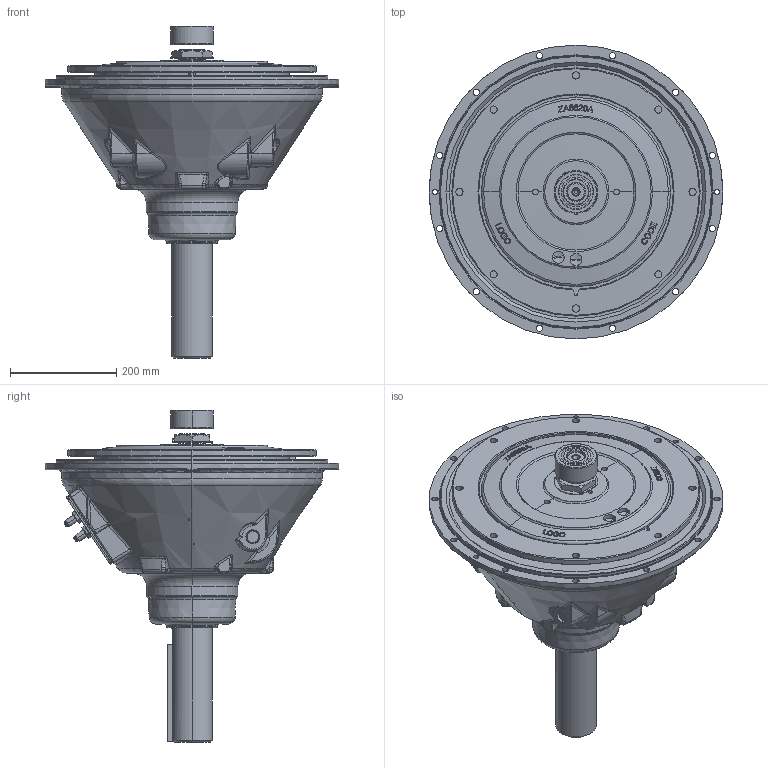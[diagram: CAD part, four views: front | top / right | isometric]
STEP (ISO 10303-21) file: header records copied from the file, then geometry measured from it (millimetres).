
FILE_DESCRIPTION (( 'STEP AP214' ), '1' );
FILE_NAME (' 1030488A.step', '2019-01-14T21:03:54', ( 'TDI' ), ( 'Twin Disc Inc' ), 'SwSTEP 2.0', 'SolidWorks 2015', '' );
FILE_SCHEMA (( 'AUTOMOTIVE_DESIGN' ));
Length unit declared in the file: millimetre
Products named in the file (1):  1030488A
Bounding box: 552.45 x 552.45 x 624.09 mm (x, y, z)
Surface area: 1277126.8 mm2 (no closed solid volume)
Topology: 0 solids, 47 shells, 906 faces, 2814 edges, 1885 vertices
Faces by surface type: bspline 298, cylinder 199, plane 178, cone 122, torus 87, sphere 22
Entity records: 72353 total; most frequent: CARTESIAN_POINT 40743, ORIENTED_EDGE 4672, DIRECTION 3676, EDGE_CURVE 2768, VERTEX_POINT 1882, AXIS2_PLACEMENT_3D 1524, B_SPLINE_CURVE_WITH_KNOTS 1171, EDGE_LOOP 1061
